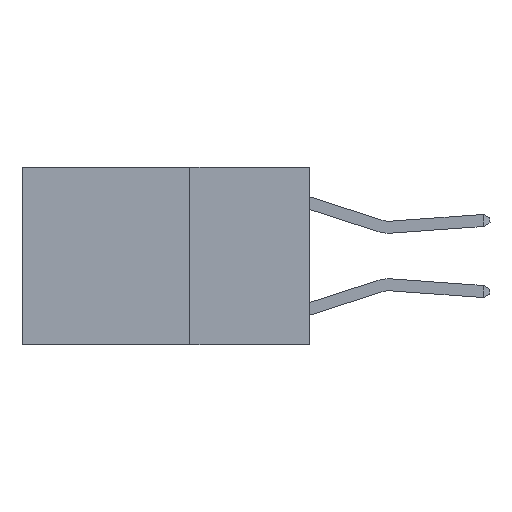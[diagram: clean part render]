
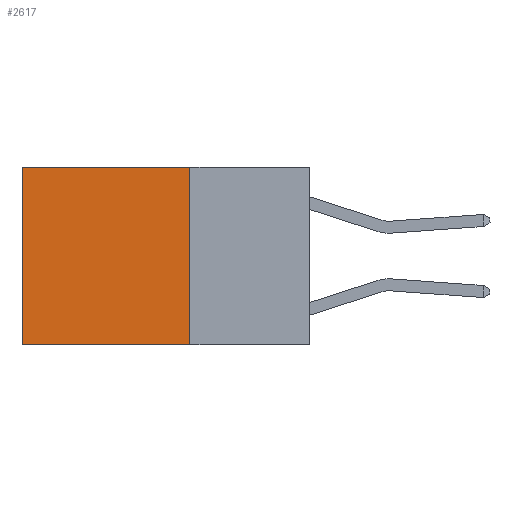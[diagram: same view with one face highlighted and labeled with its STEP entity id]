
A CAD part, left-side view. The second image highlights one B-rep face of the part: STEP entity #2617.
In plain terms, the highlighted planar face has unit normal (-1, 0, 0).
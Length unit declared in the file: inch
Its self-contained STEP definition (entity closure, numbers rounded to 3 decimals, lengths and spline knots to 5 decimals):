
#561 = DIRECTION ( 'NONE',  ( 0., 0., -1. ) ) ;
#1108 = CARTESIAN_POINT ( 'NONE',  ( 0.2625, 0.25, 0. ) ) ;
#1727 = AXIS2_PLACEMENT_3D ( 'NONE', #22178, #11473, #561 ) ;
#1833 = DIRECTION ( 'NONE',  ( 0., 0., -1. ) ) ;
#1951 = LINE ( 'NONE', #1108, #15829 ) ;
#2617 = ADVANCED_FACE ( 'NONE', ( #19260 ), #22336, .F. ) ;
#2946 = DIRECTION ( 'NONE',  ( 0., 0., -1. ) ) ;
#3440 = EDGE_CURVE ( 'NONE', #16988, #10822, #1951, .T. ) ;
#3962 = LINE ( 'NONE', #10902, #18388 ) ;
#5547 = LINE ( 'NONE', #6384, #19404 ) ;
#6384 = CARTESIAN_POINT ( 'NONE',  ( 0.2625, 0.25, -0.37 ) ) ;
#6500 = ORIENTED_EDGE ( 'NONE', *, *, #18443, .T. ) ;
#7818 = ORIENTED_EDGE ( 'NONE', *, *, #3440, .F. ) ;
#8120 = LINE ( 'NONE', #12005, #17113 ) ;
#8129 = CARTESIAN_POINT ( 'NONE',  ( 0.2625, 0.25, -0.37 ) ) ;
#8208 = DIRECTION ( 'NONE',  ( 0., 1., 0. ) ) ;
#9021 = VERTEX_POINT ( 'NONE', #21608 ) ;
#10195 = EDGE_LOOP ( 'NONE', ( #6500, #22885, #7818, #21631 ) ) ;
#10441 = VERTEX_POINT ( 'NONE', #11314 ) ;
#10822 = VERTEX_POINT ( 'NONE', #8129 ) ;
#10902 = CARTESIAN_POINT ( 'NONE',  ( 0.2625, 0.6, 0. ) ) ;
#11314 = CARTESIAN_POINT ( 'NONE',  ( 0.2625, 0.6, -0.37 ) ) ;
#11473 = DIRECTION ( 'NONE',  ( 1., 0., 0. ) ) ;
#12005 = CARTESIAN_POINT ( 'NONE',  ( 0.2625, 0.25, 0. ) ) ;
#13566 = EDGE_CURVE ( 'NONE', #16988, #9021, #8120, .T. ) ;
#13910 = DIRECTION ( 'NONE',  ( 0., 1., 0. ) ) ;
#15829 = VECTOR ( 'NONE', #2946, 39.37008 ) ;
#16988 = VERTEX_POINT ( 'NONE', #21510 ) ;
#17113 = VECTOR ( 'NONE', #13910, 39.37008 ) ;
#18388 = VECTOR ( 'NONE', #1833, 39.37008 ) ;
#18443 = EDGE_CURVE ( 'NONE', #9021, #10441, #3962, .T. ) ;
#19260 = FACE_OUTER_BOUND ( 'NONE', #10195, .T. ) ;
#19404 = VECTOR ( 'NONE', #8208, 39.37008 ) ;
#21510 = CARTESIAN_POINT ( 'NONE',  ( 0.2625, 0.25, 0. ) ) ;
#21608 = CARTESIAN_POINT ( 'NONE',  ( 0.2625, 0.6, 0. ) ) ;
#21631 = ORIENTED_EDGE ( 'NONE', *, *, #13566, .T. ) ;
#22139 = EDGE_CURVE ( 'NONE', #10822, #10441, #5547, .T. ) ;
#22178 = CARTESIAN_POINT ( 'NONE',  ( 0.2625, 0.25, 0. ) ) ;
#22336 = PLANE ( 'NONE',  #1727 ) ;
#22885 = ORIENTED_EDGE ( 'NONE', *, *, #22139, .F. ) ;
